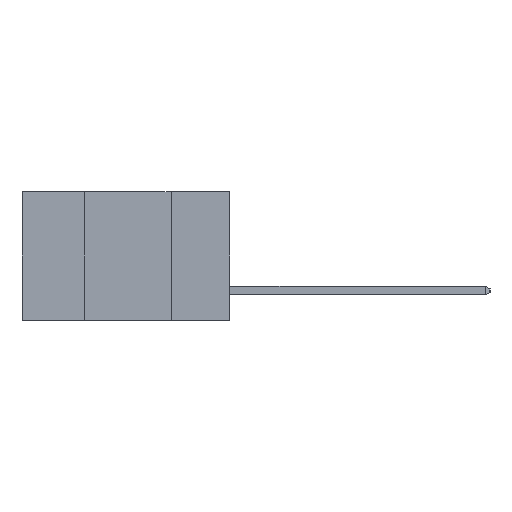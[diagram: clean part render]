
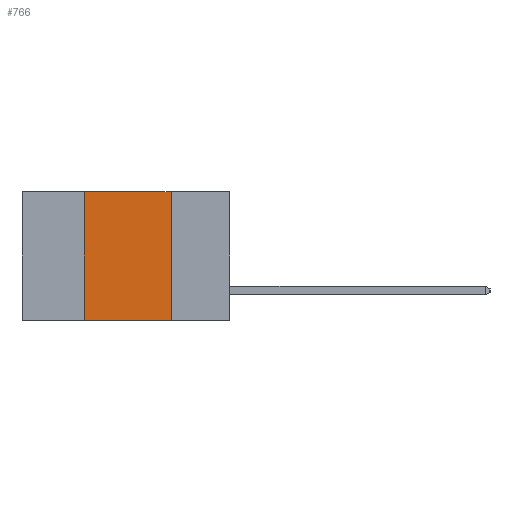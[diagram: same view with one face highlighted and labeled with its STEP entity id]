
A CAD part, left-side view. The second image highlights one B-rep face of the part: STEP entity #766.
In plain terms, the highlighted planar face has unit normal (-1, 0, 0).
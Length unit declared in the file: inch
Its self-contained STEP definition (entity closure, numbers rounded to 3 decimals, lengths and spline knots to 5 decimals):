
#301 = DIRECTION ( 'NONE',  ( 0., -1., 0. ) ) ;
#380 = VECTOR ( 'NONE', #7793, 39.37008 ) ;
#455 = CARTESIAN_POINT ( 'NONE',  ( 0., 0.6, -0.37 ) ) ;
#615 = VERTEX_POINT ( 'NONE', #6295 ) ;
#766 = ADVANCED_FACE ( 'NONE', ( #3792 ), #5378, .F. ) ;
#789 = VERTEX_POINT ( 'NONE', #4808 ) ;
#1013 = DIRECTION ( 'NONE',  ( 0., 0., -1. ) ) ;
#1603 = VECTOR ( 'NONE', #301, 39.37008 ) ;
#2346 = LINE ( 'NONE', #7925, #380 ) ;
#2758 = CARTESIAN_POINT ( 'NONE',  ( 0., 0.42, -0.37 ) ) ;
#2886 = VECTOR ( 'NONE', #4490, 39.37008 ) ;
#2889 = VERTEX_POINT ( 'NONE', #4332 ) ;
#3209 = EDGE_CURVE ( 'NONE', #615, #2889, #4929, .T. ) ;
#3675 = LINE ( 'NONE', #455, #1603 ) ;
#3792 = FACE_OUTER_BOUND ( 'NONE', #5667, .T. ) ;
#4332 = CARTESIAN_POINT ( 'NONE',  ( 0., 0.17, -0.37 ) ) ;
#4490 = DIRECTION ( 'NONE',  ( 0., 0., -1. ) ) ;
#4808 = CARTESIAN_POINT ( 'NONE',  ( 0., 0.42, 0. ) ) ;
#4929 = LINE ( 'NONE', #5894, #2886 ) ;
#5130 = ORIENTED_EDGE ( 'NONE', *, *, #9178, .F. ) ;
#5378 = PLANE ( 'NONE',  #7370 ) ;
#5667 = EDGE_LOOP ( 'NONE', ( #8791, #5130, #8202, #8799 ) ) ;
#5894 = CARTESIAN_POINT ( 'NONE',  ( 0., 0.17, -0.37 ) ) ;
#6295 = CARTESIAN_POINT ( 'NONE',  ( 0., 0.17, 0. ) ) ;
#6411 = VERTEX_POINT ( 'NONE', #2758 ) ;
#6714 = CARTESIAN_POINT ( 'NONE',  ( 0., 0.6, 0. ) ) ;
#7370 = AXIS2_PLACEMENT_3D ( 'NONE', #6714, #7578, #1013 ) ;
#7503 = DIRECTION ( 'NONE',  ( 0., -1., 0. ) ) ;
#7578 = DIRECTION ( 'NONE',  ( 1., 0., 0. ) ) ;
#7722 = EDGE_CURVE ( 'NONE', #6411, #789, #2346, .T. ) ;
#7793 = DIRECTION ( 'NONE',  ( 0., 0., 1. ) ) ;
#7925 = CARTESIAN_POINT ( 'NONE',  ( 0., 0.42, -0.37 ) ) ;
#8202 = ORIENTED_EDGE ( 'NONE', *, *, #7722, .F. ) ;
#8791 = ORIENTED_EDGE ( 'NONE', *, *, #3209, .F. ) ;
#8799 = ORIENTED_EDGE ( 'NONE', *, *, #8908, .T. ) ;
#8868 = VECTOR ( 'NONE', #7503, 39.37008 ) ;
#8884 = CARTESIAN_POINT ( 'NONE',  ( 0., 0.6, 0. ) ) ;
#8908 = EDGE_CURVE ( 'NONE', #6411, #2889, #3675, .T. ) ;
#9056 = LINE ( 'NONE', #8884, #8868 ) ;
#9178 = EDGE_CURVE ( 'NONE', #789, #615, #9056, .T. ) ;
